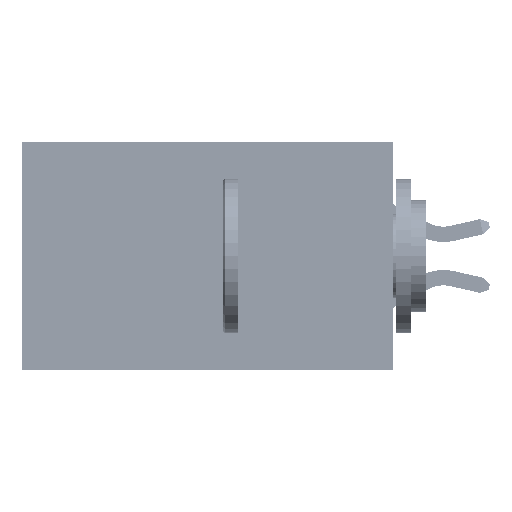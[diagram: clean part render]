
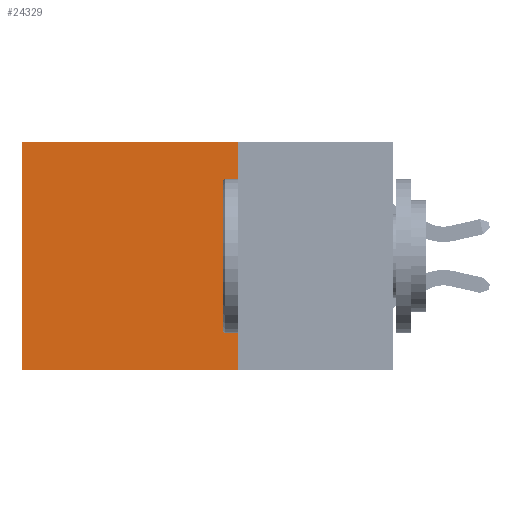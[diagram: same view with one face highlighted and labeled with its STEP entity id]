
A CAD part, left-side view. The second image highlights one B-rep face of the part: STEP entity #24329.
In plain terms, the highlighted planar face has unit normal (-1, 0, 0).
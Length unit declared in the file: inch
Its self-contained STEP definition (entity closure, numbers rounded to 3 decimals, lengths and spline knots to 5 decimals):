
#28 = PLANE ( 'NONE',  #39001 ) ;
#250 = LINE ( 'NONE', #5540, #15679 ) ;
#270 = CARTESIAN_POINT ( 'NONE',  ( 0.2875, 0.6, 0. ) ) ;
#3084 = LINE ( 'NONE', #32697, #15129 ) ;
#3894 = CARTESIAN_POINT ( 'NONE',  ( 0.2875, 0.25, 0. ) ) ;
#4865 = EDGE_CURVE ( 'NONE', #11705, #41872, #3084, .T. ) ;
#5540 = CARTESIAN_POINT ( 'NONE',  ( 0.2875, 0.25, 0. ) ) ;
#7431 = VECTOR ( 'NONE', #36113, 39.37008 ) ;
#9022 = CARTESIAN_POINT ( 'NONE',  ( 0.2875, 0.25, -0.37 ) ) ;
#9139 = LINE ( 'NONE', #40117, #7431 ) ;
#10316 = CARTESIAN_POINT ( 'NONE',  ( 0.2875, 0.25, -0.37 ) ) ;
#10995 = CARTESIAN_POINT ( 'NONE',  ( 0.2875, 0.25, 0. ) ) ;
#11705 = VERTEX_POINT ( 'NONE', #270 ) ;
#13200 = CARTESIAN_POINT ( 'NONE',  ( 0.2875, 0.6, -0.37 ) ) ;
#15129 = VECTOR ( 'NONE', #40242, 39.37008 ) ;
#15679 = VECTOR ( 'NONE', #26877, 39.37008 ) ;
#16700 = DIRECTION ( 'NONE',  ( 0., 1., 0. ) ) ;
#16768 = EDGE_LOOP ( 'NONE', ( #40744, #20115, #18749, #34126 ) ) ;
#18749 = ORIENTED_EDGE ( 'NONE', *, *, #19933, .F. ) ;
#19521 = FACE_OUTER_BOUND ( 'NONE', #16768, .T. ) ;
#19933 = EDGE_CURVE ( 'NONE', #30008, #34594, #9139, .T. ) ;
#20115 = ORIENTED_EDGE ( 'NONE', *, *, #31442, .F. ) ;
#21082 = LINE ( 'NONE', #9022, #31976 ) ;
#24329 = ADVANCED_FACE ( 'NONE', ( #19521 ), #28, .F. ) ;
#25703 = DIRECTION ( 'NONE',  ( 1., 0., 0. ) ) ;
#26877 = DIRECTION ( 'NONE',  ( 0., 1., 0. ) ) ;
#29556 = DIRECTION ( 'NONE',  ( 0., 0., -1. ) ) ;
#30008 = VERTEX_POINT ( 'NONE', #10995 ) ;
#31442 = EDGE_CURVE ( 'NONE', #34594, #41872, #21082, .T. ) ;
#31976 = VECTOR ( 'NONE', #16700, 39.37008 ) ;
#32697 = CARTESIAN_POINT ( 'NONE',  ( 0.2875, 0.6, 0. ) ) ;
#34126 = ORIENTED_EDGE ( 'NONE', *, *, #40995, .T. ) ;
#34594 = VERTEX_POINT ( 'NONE', #10316 ) ;
#36113 = DIRECTION ( 'NONE',  ( 0., 0., -1. ) ) ;
#39001 = AXIS2_PLACEMENT_3D ( 'NONE', #3894, #25703, #29556 ) ;
#40117 = CARTESIAN_POINT ( 'NONE',  ( 0.2875, 0.25, 0. ) ) ;
#40242 = DIRECTION ( 'NONE',  ( 0., 0., -1. ) ) ;
#40744 = ORIENTED_EDGE ( 'NONE', *, *, #4865, .T. ) ;
#40995 = EDGE_CURVE ( 'NONE', #30008, #11705, #250, .T. ) ;
#41872 = VERTEX_POINT ( 'NONE', #13200 ) ;
